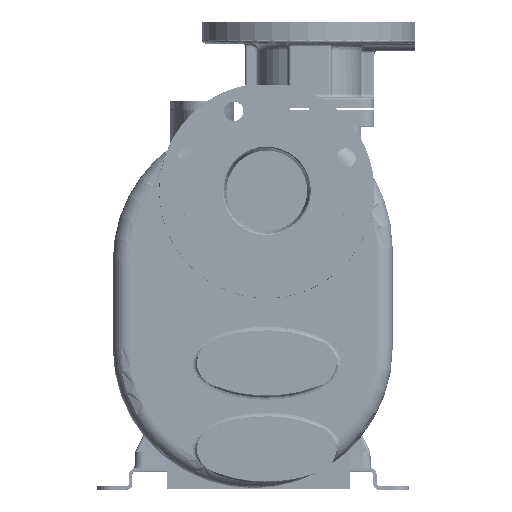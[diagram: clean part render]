
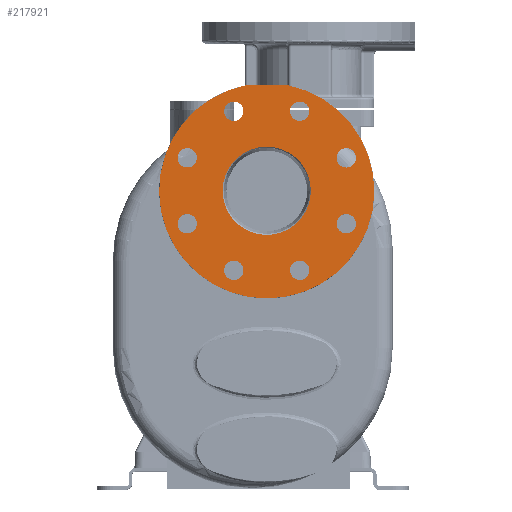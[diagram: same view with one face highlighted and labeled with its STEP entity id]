
A CAD part, top view. The second image highlights one B-rep face of the part: STEP entity #217921.
In plain terms, the highlighted planar face has unit normal (0, 0, 1).
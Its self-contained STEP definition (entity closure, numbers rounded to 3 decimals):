
#79161=DIRECTION('',(1.,0.,0.));
#79162=VECTOR('',#79161,39.799);
#79163=CARTESIAN_POINT('',(-6.9,375.,173.));
#79164=LINE('',#79163,#79162);
#79165=CARTESIAN_POINT('',(13.,277.,173.));
#79166=DIRECTION('',(0.,0.,1.));
#79167=DIRECTION('',(1.,0.,0.));
#79168=AXIS2_PLACEMENT_3D('',#79165,#79166,#79167);
#79170=CARTESIAN_POINT('',(13.,277.,173.));
#79171=DIRECTION('',(0.,0.,1.));
#79172=DIRECTION('',(-1.,0.,0.));
#79173=AXIS2_PLACEMENT_3D('',#79170,#79171,#79172);
#79175=CARTESIAN_POINT('',(86.91,307.615,173.));
#79176=DIRECTION('',(0.,0.,1.));
#79177=DIRECTION('',(1.,0.,0.));
#79178=AXIS2_PLACEMENT_3D('',#79175,#79176,#79177);
#79180=CARTESIAN_POINT('',(86.91,307.615,173.));
#79181=DIRECTION('',(0.,0.,1.));
#79182=DIRECTION('',(-1.,0.,0.));
#79183=AXIS2_PLACEMENT_3D('',#79180,#79181,#79182);
#79185=CARTESIAN_POINT('',(43.615,350.91,173.));
#79186=DIRECTION('',(0.,0.,1.));
#79187=DIRECTION('',(0.707,0.707,0.));
#79188=AXIS2_PLACEMENT_3D('',#79185,#79186,#79187);
#79190=CARTESIAN_POINT('',(43.615,350.91,173.));
#79191=DIRECTION('',(0.,0.,1.));
#79192=DIRECTION('',(-0.707,-0.707,0.));
#79193=AXIS2_PLACEMENT_3D('',#79190,#79191,#79192);
#79195=CARTESIAN_POINT('',(-17.615,350.91,173.));
#79196=DIRECTION('',(0.,0.,1.));
#79197=DIRECTION('',(0.,1.,0.));
#79198=AXIS2_PLACEMENT_3D('',#79195,#79196,#79197);
#79200=CARTESIAN_POINT('',(-17.615,350.91,173.));
#79201=DIRECTION('',(0.,0.,1.));
#79202=DIRECTION('',(0.,-1.,0.));
#79203=AXIS2_PLACEMENT_3D('',#79200,#79201,#79202);
#79205=CARTESIAN_POINT('',(-60.91,307.615,173.));
#79206=DIRECTION('',(0.,0.,1.));
#79207=DIRECTION('',(-0.707,0.707,0.));
#79208=AXIS2_PLACEMENT_3D('',#79205,#79206,#79207);
#79210=CARTESIAN_POINT('',(-60.91,307.615,173.));
#79211=DIRECTION('',(0.,0.,1.));
#79212=DIRECTION('',(0.707,-0.707,0.));
#79213=AXIS2_PLACEMENT_3D('',#79210,#79211,#79212);
#79215=CARTESIAN_POINT('',(-60.91,246.385,173.));
#79216=DIRECTION('',(0.,0.,1.));
#79217=DIRECTION('',(-1.,0.,0.));
#79218=AXIS2_PLACEMENT_3D('',#79215,#79216,#79217);
#79220=CARTESIAN_POINT('',(-60.91,246.385,173.));
#79221=DIRECTION('',(0.,0.,1.));
#79222=DIRECTION('',(1.,0.,0.));
#79223=AXIS2_PLACEMENT_3D('',#79220,#79221,#79222);
#79225=CARTESIAN_POINT('',(-17.615,203.09,173.));
#79226=DIRECTION('',(0.,0.,1.));
#79227=DIRECTION('',(-0.707,-0.707,0.));
#79228=AXIS2_PLACEMENT_3D('',#79225,#79226,#79227);
#79230=CARTESIAN_POINT('',(-17.615,203.09,173.));
#79231=DIRECTION('',(0.,0.,1.));
#79232=DIRECTION('',(0.707,0.707,0.));
#79233=AXIS2_PLACEMENT_3D('',#79230,#79231,#79232);
#79235=CARTESIAN_POINT('',(43.615,203.09,173.));
#79236=DIRECTION('',(0.,0.,1.));
#79237=DIRECTION('',(0.,-1.,0.));
#79238=AXIS2_PLACEMENT_3D('',#79235,#79236,#79237);
#79240=CARTESIAN_POINT('',(43.615,203.09,173.));
#79241=DIRECTION('',(0.,0.,1.));
#79242=DIRECTION('',(0.,1.,0.));
#79243=AXIS2_PLACEMENT_3D('',#79240,#79241,#79242);
#79245=CARTESIAN_POINT('',(86.91,246.385,173.));
#79246=DIRECTION('',(0.,0.,1.));
#79247=DIRECTION('',(0.707,-0.707,0.));
#79248=AXIS2_PLACEMENT_3D('',#79245,#79246,#79247);
#79250=CARTESIAN_POINT('',(86.91,246.385,173.));
#79251=DIRECTION('',(0.,0.,1.));
#79252=DIRECTION('',(-0.707,0.707,0.));
#79253=AXIS2_PLACEMENT_3D('',#79250,#79251,#79252);
#81956=CARTESIAN_POINT('',(13.,277.,173.));
#81957=DIRECTION('',(0.,0.,1.));
#81958=DIRECTION('',(-0.199,0.98,0.));
#81959=AXIS2_PLACEMENT_3D('',#81956,#81957,#81958);
#130210=CARTESIAN_POINT('',(-6.9,375.,173.));
#130211=CARTESIAN_POINT('',(32.9,375.,173.));
#130212=VERTEX_POINT('',#130210);
#130213=VERTEX_POINT('',#130211);
#130541=CARTESIAN_POINT('',(54.,277.,173.));
#130542=CARTESIAN_POINT('',(-28.,277.,173.));
#130543=VERTEX_POINT('',#130541);
#130544=VERTEX_POINT('',#130542);
#130545=CARTESIAN_POINT('',(95.91,307.615,173.));
#130546=CARTESIAN_POINT('',(77.91,307.615,173.));
#130547=VERTEX_POINT('',#130545);
#130548=VERTEX_POINT('',#130546);
#130553=CARTESIAN_POINT('',(49.979,357.274,173.));
#130554=CARTESIAN_POINT('',(37.251,344.546,173.));
#130555=VERTEX_POINT('',#130553);
#130556=VERTEX_POINT('',#130554);
#130561=CARTESIAN_POINT('',(-17.615,359.91,173.));
#130562=CARTESIAN_POINT('',(-17.615,341.91,173.));
#130563=VERTEX_POINT('',#130561);
#130564=VERTEX_POINT('',#130562);
#130569=CARTESIAN_POINT('',(-67.274,313.979,173.));
#130570=CARTESIAN_POINT('',(-54.546,301.251,173.));
#130571=VERTEX_POINT('',#130569);
#130572=VERTEX_POINT('',#130570);
#130577=CARTESIAN_POINT('',(-69.91,246.385,173.));
#130578=CARTESIAN_POINT('',(-51.91,246.385,173.));
#130579=VERTEX_POINT('',#130577);
#130580=VERTEX_POINT('',#130578);
#130585=CARTESIAN_POINT('',(-23.979,196.726,173.));
#130586=CARTESIAN_POINT('',(-11.251,209.454,173.));
#130587=VERTEX_POINT('',#130585);
#130588=VERTEX_POINT('',#130586);
#130593=CARTESIAN_POINT('',(43.615,194.09,173.));
#130594=CARTESIAN_POINT('',(43.615,212.09,173.));
#130595=VERTEX_POINT('',#130593);
#130596=VERTEX_POINT('',#130594);
#130601=CARTESIAN_POINT('',(93.274,240.021,173.));
#130602=CARTESIAN_POINT('',(80.546,252.749,173.));
#130603=VERTEX_POINT('',#130601);
#130604=VERTEX_POINT('',#130602);
#217858=CARTESIAN_POINT('',(13.,277.,173.));
#217859=DIRECTION('',(0.,0.,1.));
#217860=DIRECTION('',(0.,1.,0.));
#217861=AXIS2_PLACEMENT_3D('',#217858,#217859,#217860);
#217862=PLANE('',#217861);
#217864=ORIENTED_EDGE('',*,*,#217863,.T.);
#217866=ORIENTED_EDGE('',*,*,#217865,.F.);
#217867=EDGE_LOOP('',(#217864,#217866));
#217868=FACE_OUTER_BOUND('',#217867,.F.);
#217869=ORIENTED_EDGE('',*,*,#217812,.T.);
#217870=ORIENTED_EDGE('',*,*,#217827,.T.);
#217871=EDGE_LOOP('',(#217869,#217870));
#217872=FACE_BOUND('',#217871,.F.);
#217874=ORIENTED_EDGE('',*,*,#217873,.T.);
#217876=ORIENTED_EDGE('',*,*,#217875,.T.);
#217877=EDGE_LOOP('',(#217874,#217876));
#217878=FACE_BOUND('',#217877,.F.);
#217880=ORIENTED_EDGE('',*,*,#217879,.T.);
#217882=ORIENTED_EDGE('',*,*,#217881,.T.);
#217883=EDGE_LOOP('',(#217880,#217882));
#217884=FACE_BOUND('',#217883,.F.);
#217886=ORIENTED_EDGE('',*,*,#217885,.T.);
#217888=ORIENTED_EDGE('',*,*,#217887,.T.);
#217889=EDGE_LOOP('',(#217886,#217888));
#217890=FACE_BOUND('',#217889,.F.);
#217892=ORIENTED_EDGE('',*,*,#217891,.T.);
#217894=ORIENTED_EDGE('',*,*,#217893,.T.);
#217895=EDGE_LOOP('',(#217892,#217894));
#217896=FACE_BOUND('',#217895,.F.);
#217898=ORIENTED_EDGE('',*,*,#217897,.T.);
#217900=ORIENTED_EDGE('',*,*,#217899,.T.);
#217901=EDGE_LOOP('',(#217898,#217900));
#217902=FACE_BOUND('',#217901,.F.);
#217904=ORIENTED_EDGE('',*,*,#217903,.T.);
#217906=ORIENTED_EDGE('',*,*,#217905,.T.);
#217907=EDGE_LOOP('',(#217904,#217906));
#217908=FACE_BOUND('',#217907,.F.);
#217910=ORIENTED_EDGE('',*,*,#217909,.T.);
#217912=ORIENTED_EDGE('',*,*,#217911,.T.);
#217913=EDGE_LOOP('',(#217910,#217912));
#217914=FACE_BOUND('',#217913,.F.);
#217916=ORIENTED_EDGE('',*,*,#217915,.T.);
#217918=ORIENTED_EDGE('',*,*,#217917,.T.);
#217919=EDGE_LOOP('',(#217916,#217918));
#217920=FACE_BOUND('',#217919,.F.);
#217921=ADVANCED_FACE('',(#217868,#217872,#217878,#217884,#217890,#217896,
#217902,#217908,#217914,#217920),#217862,.T.);
#79169=CIRCLE('',#79168,41.);
#79174=CIRCLE('',#79173,41.);
#79179=CIRCLE('',#79178,9.);
#79184=CIRCLE('',#79183,9.);
#79189=CIRCLE('',#79188,9.);
#79194=CIRCLE('',#79193,9.);
#79199=CIRCLE('',#79198,9.);
#79204=CIRCLE('',#79203,9.);
#79209=CIRCLE('',#79208,9.);
#79214=CIRCLE('',#79213,9.);
#79219=CIRCLE('',#79218,9.);
#79224=CIRCLE('',#79223,9.);
#79229=CIRCLE('',#79228,9.);
#79234=CIRCLE('',#79233,9.);
#79239=CIRCLE('',#79238,9.);
#79244=CIRCLE('',#79243,9.);
#79249=CIRCLE('',#79248,9.);
#79254=CIRCLE('',#79253,9.);
#81960=CIRCLE('',#81959,100.);
#217812=EDGE_CURVE('',#130543,#130544,#79169,.T.);
#217827=EDGE_CURVE('',#130544,#130543,#79174,.T.);
#217863=EDGE_CURVE('',#130212,#130213,#79164,.T.);
#217865=EDGE_CURVE('',#130212,#130213,#81960,.T.);
#217873=EDGE_CURVE('',#130547,#130548,#79179,.T.);
#217875=EDGE_CURVE('',#130548,#130547,#79184,.T.);
#217879=EDGE_CURVE('',#130555,#130556,#79189,.T.);
#217881=EDGE_CURVE('',#130556,#130555,#79194,.T.);
#217885=EDGE_CURVE('',#130563,#130564,#79199,.T.);
#217887=EDGE_CURVE('',#130564,#130563,#79204,.T.);
#217891=EDGE_CURVE('',#130571,#130572,#79209,.T.);
#217893=EDGE_CURVE('',#130572,#130571,#79214,.T.);
#217897=EDGE_CURVE('',#130579,#130580,#79219,.T.);
#217899=EDGE_CURVE('',#130580,#130579,#79224,.T.);
#217903=EDGE_CURVE('',#130587,#130588,#79229,.T.);
#217905=EDGE_CURVE('',#130588,#130587,#79234,.T.);
#217909=EDGE_CURVE('',#130595,#130596,#79239,.T.);
#217911=EDGE_CURVE('',#130596,#130595,#79244,.T.);
#217915=EDGE_CURVE('',#130603,#130604,#79249,.T.);
#217917=EDGE_CURVE('',#130604,#130603,#79254,.T.);
